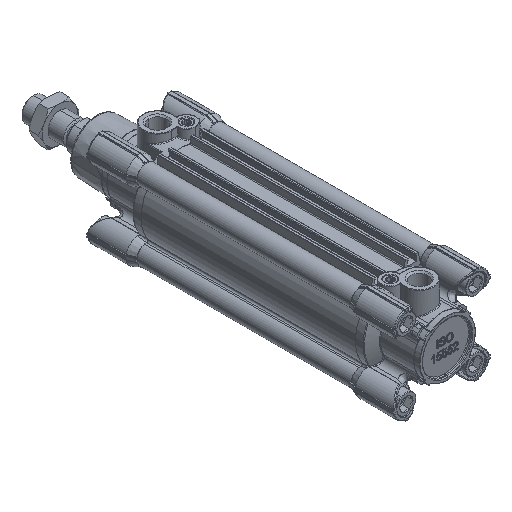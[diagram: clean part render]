
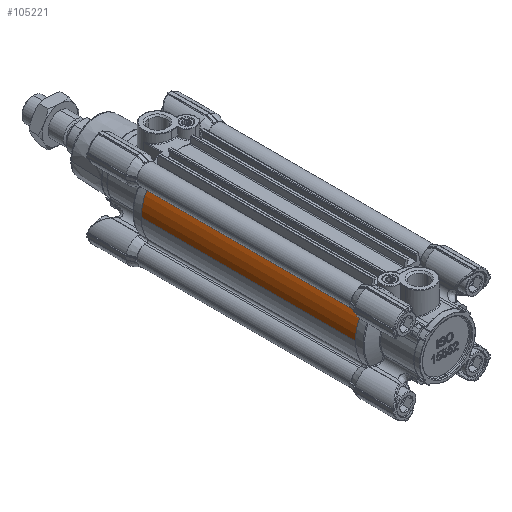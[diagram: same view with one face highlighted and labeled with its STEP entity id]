
A CAD part, isometric view. The second image highlights one B-rep face of the part: STEP entity #105221.
In plain terms, the highlighted cylindrical face has radius 27 mm (diameter 54 mm), a partial arc.
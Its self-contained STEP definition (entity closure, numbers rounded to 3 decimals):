
#2473 = CYLINDRICAL_SURFACE ( 'NONE', #45904, 27. ) ;
#2952 = CIRCLE ( 'NONE', #72257, 27. ) ;
#3961 = VECTOR ( 'NONE', #102141, 1000. ) ;
#12117 = CIRCLE ( 'NONE', #49438, 27. ) ;
#20555 = VERTEX_POINT ( 'NONE', #69819 ) ;
#21305 = CARTESIAN_POINT ( 'NONE',  ( 0., 175., 0. ) ) ;
#25313 = CARTESIAN_POINT ( 'NONE',  ( -27., 131., 0. ) ) ;
#27279 = DIRECTION ( 'NONE',  ( 1., 0., 0. ) ) ;
#36456 = EDGE_CURVE ( 'NONE', #20555, #64527, #12117, .T. ) ;
#38581 = CARTESIAN_POINT ( 'NONE',  ( -22.483, 31., 14.95 ) ) ;
#42887 = CARTESIAN_POINT ( 'NONE',  ( 0., 31., 0. ) ) ;
#45904 = AXIS2_PLACEMENT_3D ( 'NONE', #53681, #62052, #87126 ) ;
#46970 = ORIENTED_EDGE ( 'NONE', *, *, #85867, .T. ) ;
#49438 = AXIS2_PLACEMENT_3D ( 'NONE', #21305, #73575, #62462 ) ;
#51592 = VERTEX_POINT ( 'NONE', #85679 ) ;
#53681 = CARTESIAN_POINT ( 'NONE',  ( 0., 131., 0. ) ) ;
#56393 = EDGE_LOOP ( 'NONE', ( #94609, #91728, #46970, #95825 ) ) ;
#60927 = FACE_OUTER_BOUND ( 'NONE', #56393, .T. ) ;
#62052 = DIRECTION ( 'NONE',  ( 0., 1., 0. ) ) ;
#62462 = DIRECTION ( 'NONE',  ( 1., 0., 0. ) ) ;
#64477 = DIRECTION ( 'NONE',  ( 0., 1., 0. ) ) ;
#64527 = VERTEX_POINT ( 'NONE', #95927 ) ;
#66114 = LINE ( 'NONE', #73936, #100105 ) ;
#67399 = DIRECTION ( 'NONE',  ( 0., -1., 0. ) ) ;
#68328 = VERTEX_POINT ( 'NONE', #38581 ) ;
#69819 = CARTESIAN_POINT ( 'NONE',  ( -22.483, 175., 14.95 ) ) ;
#72257 = AXIS2_PLACEMENT_3D ( 'NONE', #42887, #67399, #27279 ) ;
#73575 = DIRECTION ( 'NONE',  ( 0., -1., 0. ) ) ;
#73936 = CARTESIAN_POINT ( 'NONE',  ( -22.483, 131., 14.95 ) ) ;
#85018 = EDGE_CURVE ( 'NONE', #51592, #64527, #101581, .T. ) ;
#85679 = CARTESIAN_POINT ( 'NONE',  ( -27., 31., 0. ) ) ;
#85867 = EDGE_CURVE ( 'NONE', #68328, #20555, #66114, .T. ) ;
#87126 = DIRECTION ( 'NONE',  ( -1., 0., 0. ) ) ;
#91046 = EDGE_CURVE ( 'NONE', #68328, #51592, #2952, .T. ) ;
#91728 = ORIENTED_EDGE ( 'NONE', *, *, #91046, .F. ) ;
#94609 = ORIENTED_EDGE ( 'NONE', *, *, #85018, .F. ) ;
#95825 = ORIENTED_EDGE ( 'NONE', *, *, #36456, .T. ) ;
#95927 = CARTESIAN_POINT ( 'NONE',  ( -27., 175., 0. ) ) ;
#100105 = VECTOR ( 'NONE', #64477, 1000. ) ;
#101581 = LINE ( 'NONE', #25313, #3961 ) ;
#102141 = DIRECTION ( 'NONE',  ( 0., 1., 0. ) ) ;
#105221 = ADVANCED_FACE ( 'NONE', ( #60927 ), #2473, .T. ) ;
